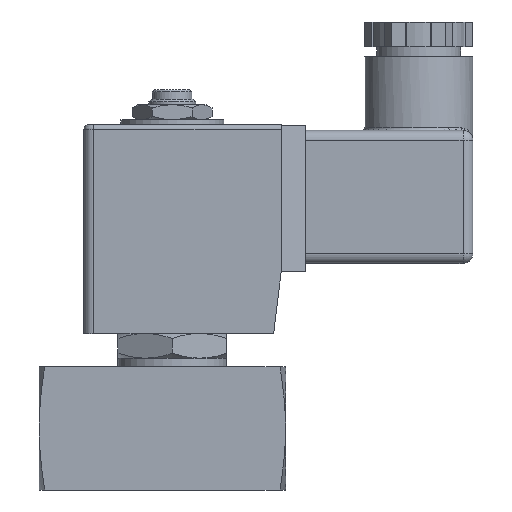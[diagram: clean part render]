
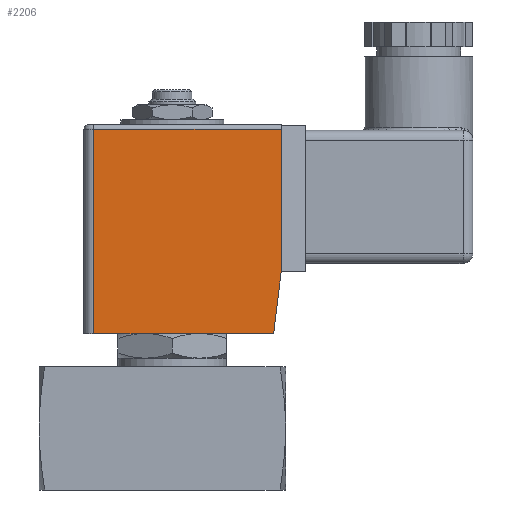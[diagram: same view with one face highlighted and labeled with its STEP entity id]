
A CAD part, front view. The second image highlights one B-rep face of the part: STEP entity #2206.
In plain terms, the highlighted planar face has unit normal (0, -1, 0).
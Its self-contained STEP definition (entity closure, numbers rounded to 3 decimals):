
#201=LINE('',#3615,#354);
#220=LINE('',#3677,#373);
#221=LINE('',#3680,#374);
#222=LINE('',#3682,#375);
#223=LINE('',#3683,#376);
#354=VECTOR('',#2851,36.479);
#373=VECTOR('',#2908,12.592);
#374=VECTOR('',#2911,28.9);
#375=VECTOR('',#2912,38.);
#376=VECTOR('',#2913,41.4);
#443=PLANE('',#2410);
#595=FACE_OUTER_BOUND('',#751,.T.);
#751=EDGE_LOOP('',(#1802,#1803,#1804,#1805,#1806));
#1038=VERTEX_POINT('',#3612);
#1039=VERTEX_POINT('',#3614);
#1063=VERTEX_POINT('',#3675);
#1064=VERTEX_POINT('',#3679);
#1065=VERTEX_POINT('',#3681);
#1292=EDGE_CURVE('',#1039,#1038,#201,.T.);
#1324=EDGE_CURVE('',#1038,#1063,#220,.T.);
#1325=EDGE_CURVE('',#1063,#1064,#221,.T.);
#1326=EDGE_CURVE('',#1065,#1064,#222,.T.);
#1327=EDGE_CURVE('',#1039,#1065,#223,.T.);
#1802=ORIENTED_EDGE('',*,*,#1324,.T.);
#1803=ORIENTED_EDGE('',*,*,#1325,.T.);
#1804=ORIENTED_EDGE('',*,*,#1326,.F.);
#1805=ORIENTED_EDGE('',*,*,#1327,.F.);
#1806=ORIENTED_EDGE('',*,*,#1292,.T.);
#2206=ADVANCED_FACE('',(#595),#443,.T.);
#2410=AXIS2_PLACEMENT_3D('',#3678,#2909,#2910);
#2851=DIRECTION('',(1.,0.,0.));
#2908=DIRECTION('',(0.121,0.,0.993));
#2909=DIRECTION('center_axis',(0.,-1.,0.));
#2910=DIRECTION('ref_axis',(0.,0.,1.));
#2911=DIRECTION('',(0.,0.,1.));
#2912=DIRECTION('',(1.,0.,0.));
#2913=DIRECTION('',(0.,0.,1.));
#3612=CARTESIAN_POINT('',(47.579,-5.5,31.75));
#3614=CARTESIAN_POINT('',(11.1,-5.5,31.75));
#3615=CARTESIAN_POINT('',(9.1,-5.5,31.75));
#3675=CARTESIAN_POINT('',(49.1,-5.5,44.25));
#3677=CARTESIAN_POINT('',(48.35,-5.5,38.091));
#3678=CARTESIAN_POINT('Origin',(49.1,-5.5,31.75));
#3679=CARTESIAN_POINT('',(49.1,-5.5,73.15));
#3680=CARTESIAN_POINT('',(49.1,-5.5,31.75));
#3681=CARTESIAN_POINT('',(11.1,-5.5,73.15));
#3682=CARTESIAN_POINT('',(39.1,-5.5,73.15));
#3683=CARTESIAN_POINT('',(11.1,-5.5,31.75));
